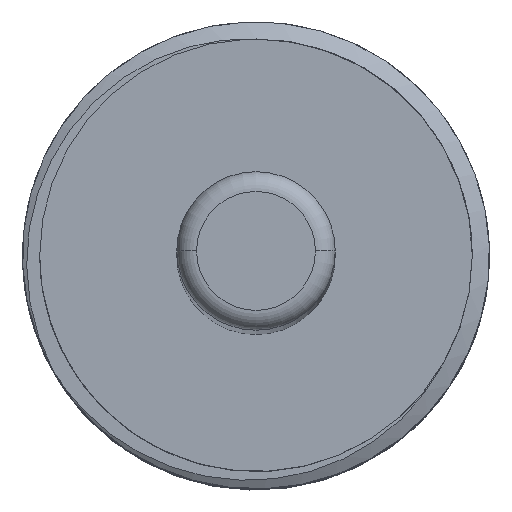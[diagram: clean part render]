
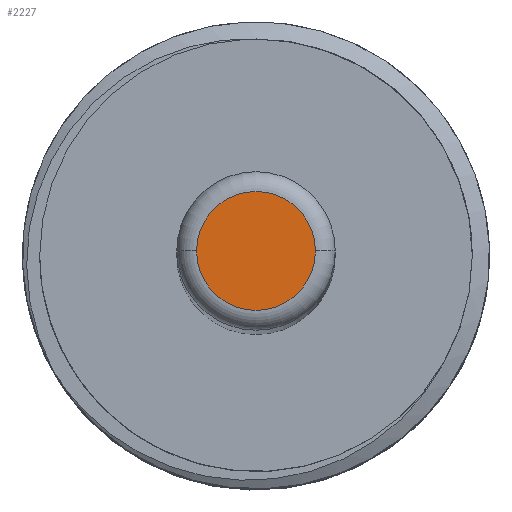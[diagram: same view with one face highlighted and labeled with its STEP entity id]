
A CAD part, top view. The second image highlights one B-rep face of the part: STEP entity #2227.
In plain terms, the highlighted planar face has unit normal (0, 0, 1).
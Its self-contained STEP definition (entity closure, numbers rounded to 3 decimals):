
#291 = AXIS2_PLACEMENT_3D ( 'NONE', #3336, #687, #3810 ) ;
#687 = DIRECTION ( 'NONE',  ( 0., 0., 1. ) ) ;
#927 = VERTEX_POINT ( 'NONE', #2425 ) ;
#1125 = DIRECTION ( 'NONE',  ( 0., 0., 1. ) ) ;
#1567 = CARTESIAN_POINT ( 'NONE',  ( 3., 0., 295. ) ) ;
#2227 = ADVANCED_FACE ( 'NONE', ( #4879 ), #2286, .T. ) ;
#2286 = PLANE ( 'NONE',  #5057 ) ;
#2339 = DIRECTION ( 'NONE',  ( 1., 0., 0. ) ) ;
#2425 = CARTESIAN_POINT ( 'NONE',  ( -3., 0., 295. ) ) ;
#2751 = CIRCLE ( 'NONE', #4277, 3. ) ;
#2798 = EDGE_LOOP ( 'NONE', ( #3652, #5015 ) ) ;
#3336 = CARTESIAN_POINT ( 'NONE',  ( 0., 0., 295. ) ) ;
#3652 = ORIENTED_EDGE ( 'NONE', *, *, #3846, .T. ) ;
#3810 = DIRECTION ( 'NONE',  ( 1., 0., 0. ) ) ;
#3812 = CARTESIAN_POINT ( 'NONE',  ( 0., 0., 295. ) ) ;
#3846 = EDGE_CURVE ( 'NONE', #3879, #927, #3889, .T. ) ;
#3879 = VERTEX_POINT ( 'NONE', #1567 ) ;
#3889 = CIRCLE ( 'NONE', #291, 3. ) ;
#4270 = DIRECTION ( 'NONE',  ( 1., 0., 0. ) ) ;
#4277 = AXIS2_PLACEMENT_3D ( 'NONE', #3812, #1125, #4270 ) ;
#4615 = CARTESIAN_POINT ( 'NONE',  ( 0., 0., 295. ) ) ;
#4879 = FACE_OUTER_BOUND ( 'NONE', #2798, .T. ) ;
#5015 = ORIENTED_EDGE ( 'NONE', *, *, #5743, .T. ) ;
#5057 = AXIS2_PLACEMENT_3D ( 'NONE', #4615, #5064, #2339 ) ;
#5064 = DIRECTION ( 'NONE',  ( 0., 0., 1. ) ) ;
#5743 = EDGE_CURVE ( 'NONE', #927, #3879, #2751, .T. ) ;
